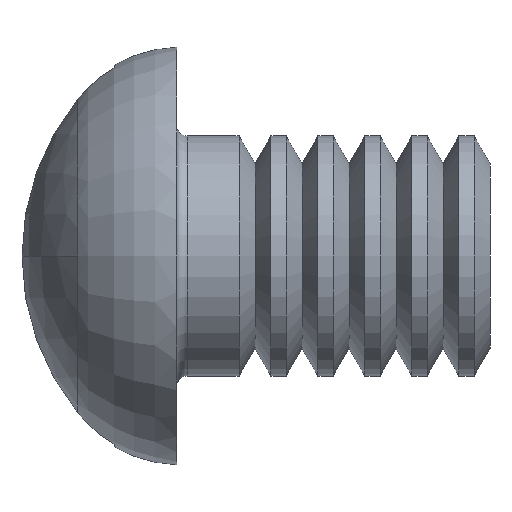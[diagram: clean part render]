
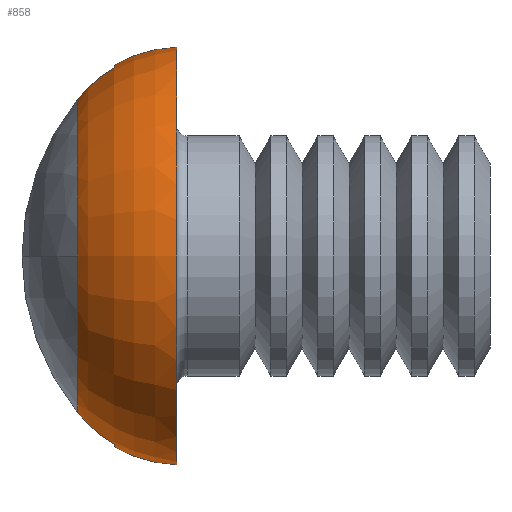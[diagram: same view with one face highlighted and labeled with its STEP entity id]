
A CAD part, front view. The second image highlights one B-rep face of the part: STEP entity #858.
In plain terms, the highlighted toroidal (fillet/blend) face has major radius 0.701 mm and minor radius 1.3 mm.
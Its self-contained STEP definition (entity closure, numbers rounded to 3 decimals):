
#49 = CARTESIAN_POINT ( 'NONE',  ( 0.551, -0.3, 1.5 ) ) ;
#63 = EDGE_CURVE ( 'NONE', #774, #821, #991, .T. ) ;
#69 = AXIS2_PLACEMENT_3D ( 'NONE', #1085, #676, #1170 ) ;
#90 = DIRECTION ( 'NONE',  ( -1., 0., 0. ) ) ;
#98 = EDGE_LOOP ( 'NONE', ( #916, #1253, #1058, #159, #778, #375, #898, #284, #661 ) ) ;
#129 = DIRECTION ( 'NONE',  ( -1., 0., 0. ) ) ;
#152 = CARTESIAN_POINT ( 'NONE',  ( 0.551, -0.3, 1.5 ) ) ;
#159 = ORIENTED_EDGE ( 'NONE', *, *, #316, .F. ) ;
#164 = CIRCLE ( 'NONE', #1016, 1.826 ) ;
#185 = CIRCLE ( 'NONE', #1283, 2. ) ;
#221 = CARTESIAN_POINT ( 'NONE',  ( 0.771, -0.3, -1.717 ) ) ;
#240 = DIRECTION ( 'NONE',  ( 0., 0., 1. ) ) ;
#262 = VERTEX_POINT ( 'NONE', #277 ) ;
#277 = CARTESIAN_POINT ( 'NONE',  ( 0.9, -0.3, 1.801 ) ) ;
#284 = ORIENTED_EDGE ( 'NONE', *, *, #467, .F. ) ;
#285 = FACE_OUTER_BOUND ( 'NONE', #98, .T. ) ;
#287 = CIRCLE ( 'NONE', #577, 1.53 ) ;
#315 = CARTESIAN_POINT ( 'NONE',  ( 1.5, 0., -2. ) ) ;
#316 = EDGE_CURVE ( 'NONE', #262, #821, #164, .T. ) ;
#329 = CARTESIAN_POINT ( 'NONE',  ( 0.551, -0.3, -1.5 ) ) ;
#347 = CARTESIAN_POINT ( 'NONE',  ( 1.5, 0., 2. ) ) ;
#350 = EDGE_CURVE ( 'NONE', #995, #774, #185, .T. ) ;
#368 = CARTESIAN_POINT ( 'NONE',  ( 0.9, 0., 1.826 ) ) ;
#375 = ORIENTED_EDGE ( 'NONE', *, *, #521, .F. ) ;
#385 = CARTESIAN_POINT ( 'NONE',  ( 1.552, 0., 0. ) ) ;
#444 = CARTESIAN_POINT ( 'NONE',  ( 0.77, -0.3, 1.716 ) ) ;
#447 = CARTESIAN_POINT ( 'NONE',  ( 0.9, 0., 0. ) ) ;
#467 = EDGE_CURVE ( 'NONE', #750, #1141, #1220, .T. ) ;
#516 = DIRECTION ( 'NONE',  ( 0., 0., -1. ) ) ;
#521 = EDGE_CURVE ( 'NONE', #649, #741, #287, .T. ) ;
#534 = VERTEX_POINT ( 'NONE', #1219 ) ;
#577 = AXIS2_PLACEMENT_3D ( 'NONE', #727, #129, #1120 ) ;
#587 = DIRECTION ( 'NONE',  ( -1., 0., 0. ) ) ;
#605 = AXIS2_PLACEMENT_3D ( 'NONE', #1278, #1285, #1088 ) ;
#613 = CARTESIAN_POINT ( 'NONE',  ( 0.599, -0.3, -1.56 ) ) ;
#636 = CIRCLE ( 'NONE', #69, 1.3 ) ;
#649 = VERTEX_POINT ( 'NONE', #949 ) ;
#661 = ORIENTED_EDGE ( 'NONE', *, *, #1122, .F. ) ;
#676 = DIRECTION ( 'NONE',  ( 0., 1., 0. ) ) ;
#689 = EDGE_CURVE ( 'NONE', #741, #262, #1063, .T. ) ;
#697 = AXIS2_PLACEMENT_3D ( 'NONE', #385, #587, #1182 ) ;
#727 = CARTESIAN_POINT ( 'NONE',  ( 0.551, 0., 0. ) ) ;
#741 = VERTEX_POINT ( 'NONE', #152 ) ;
#750 = VERTEX_POINT ( 'NONE', #963 ) ;
#773 = CIRCLE ( 'NONE', #1108, 1.826 ) ;
#774 = VERTEX_POINT ( 'NONE', #347 ) ;
#778 = ORIENTED_EDGE ( 'NONE', *, *, #689, .F. ) ;
#813 = CARTESIAN_POINT ( 'NONE',  ( 0.654, -0.3, -1.616 ) ) ;
#821 = VERTEX_POINT ( 'NONE', #368 ) ;
#823 = CARTESIAN_POINT ( 'NONE',  ( 0.833, -0.3, -1.761 ) ) ;
#846 = CARTESIAN_POINT ( 'NONE',  ( 0.551, -0.3, -1.5 ) ) ;
#857 = CARTESIAN_POINT ( 'NONE',  ( 0.653, -0.3, 1.615 ) ) ;
#858 = ADVANCED_FACE ( 'NONE', ( #285 ), #964, .T. ) ;
#866 = EDGE_CURVE ( 'NONE', #995, #534, #636, .T. ) ;
#898 = ORIENTED_EDGE ( 'NONE', *, *, #1194, .F. ) ;
#916 = ORIENTED_EDGE ( 'NONE', *, *, #866, .F. ) ;
#921 = CARTESIAN_POINT ( 'NONE',  ( 0.9, -0.3, -1.801 ) ) ;
#949 = CARTESIAN_POINT ( 'NONE',  ( 0.551, -1.53, 0. ) ) ;
#963 = CARTESIAN_POINT ( 'NONE',  ( 0.9, -0.3, -1.801 ) ) ;
#964 = TOROIDAL_SURFACE ( 'NONE', #697, 0.701, 1.3 ) ;
#970 = CARTESIAN_POINT ( 'NONE',  ( 1.5, 0., 0. ) ) ;
#991 = CIRCLE ( 'NONE', #1264, 1.3 ) ;
#995 = VERTEX_POINT ( 'NONE', #315 ) ;
#1012 = CARTESIAN_POINT ( 'NONE',  ( 1.552, 0., 0.701 ) ) ;
#1016 = AXIS2_PLACEMENT_3D ( 'NONE', #1077, #1171, #1277 ) ;
#1019 = DIRECTION ( 'NONE',  ( 0., -1., 0. ) ) ;
#1039 = CARTESIAN_POINT ( 'NONE',  ( 0.599, -0.3, 1.56 ) ) ;
#1058 = ORIENTED_EDGE ( 'NONE', *, *, #63, .T. ) ;
#1063 = B_SPLINE_CURVE_WITH_KNOTS ( 'NONE', 3,
 ( #49, #1039, #857, #444, #1257, #1142 ),
 .UNSPECIFIED., .F., .F.,
 ( 4, 2, 4 ),
 ( 0.002, 0.002, 0.002 ),
 .UNSPECIFIED. ) ;
#1077 = CARTESIAN_POINT ( 'NONE',  ( 0.9, 0., 0. ) ) ;
#1085 = CARTESIAN_POINT ( 'NONE',  ( 1.552, 0., -0.701 ) ) ;
#1088 = DIRECTION ( 'NONE',  ( 0., 0., 1. ) ) ;
#1108 = AXIS2_PLACEMENT_3D ( 'NONE', #447, #1153, #240 ) ;
#1120 = DIRECTION ( 'NONE',  ( 0., 0., 1. ) ) ;
#1122 = EDGE_CURVE ( 'NONE', #534, #750, #773, .T. ) ;
#1141 = VERTEX_POINT ( 'NONE', #846 ) ;
#1142 = CARTESIAN_POINT ( 'NONE',  ( 0.9, -0.3, 1.801 ) ) ;
#1143 = CIRCLE ( 'NONE', #605, 1.53 ) ;
#1153 = DIRECTION ( 'NONE',  ( -1., 0., 0. ) ) ;
#1170 = DIRECTION ( 'NONE',  ( 0., 0., 1. ) ) ;
#1171 = DIRECTION ( 'NONE',  ( -1., 0., 0. ) ) ;
#1182 = DIRECTION ( 'NONE',  ( 0., 0., 1. ) ) ;
#1194 = EDGE_CURVE ( 'NONE', #1141, #649, #1143, .T. ) ;
#1219 = CARTESIAN_POINT ( 'NONE',  ( 0.9, 0., -1.826 ) ) ;
#1220 = B_SPLINE_CURVE_WITH_KNOTS ( 'NONE', 3,
 ( #921, #823, #221, #813, #613, #329 ),
 .UNSPECIFIED., .F., .F.,
 ( 4, 2, 4 ),
 ( 0.009, 0.009, 0.009 ),
 .UNSPECIFIED. ) ;
#1253 = ORIENTED_EDGE ( 'NONE', *, *, #350, .T. ) ;
#1257 = CARTESIAN_POINT ( 'NONE',  ( 0.834, -0.3, 1.762 ) ) ;
#1264 = AXIS2_PLACEMENT_3D ( 'NONE', #1012, #1019, #516 ) ;
#1277 = DIRECTION ( 'NONE',  ( 0., 0., 1. ) ) ;
#1278 = CARTESIAN_POINT ( 'NONE',  ( 0.551, 0., 0. ) ) ;
#1283 = AXIS2_PLACEMENT_3D ( 'NONE', #970, #90, #1288 ) ;
#1285 = DIRECTION ( 'NONE',  ( -1., 0., 0. ) ) ;
#1288 = DIRECTION ( 'NONE',  ( 0., 0., 1. ) ) ;
